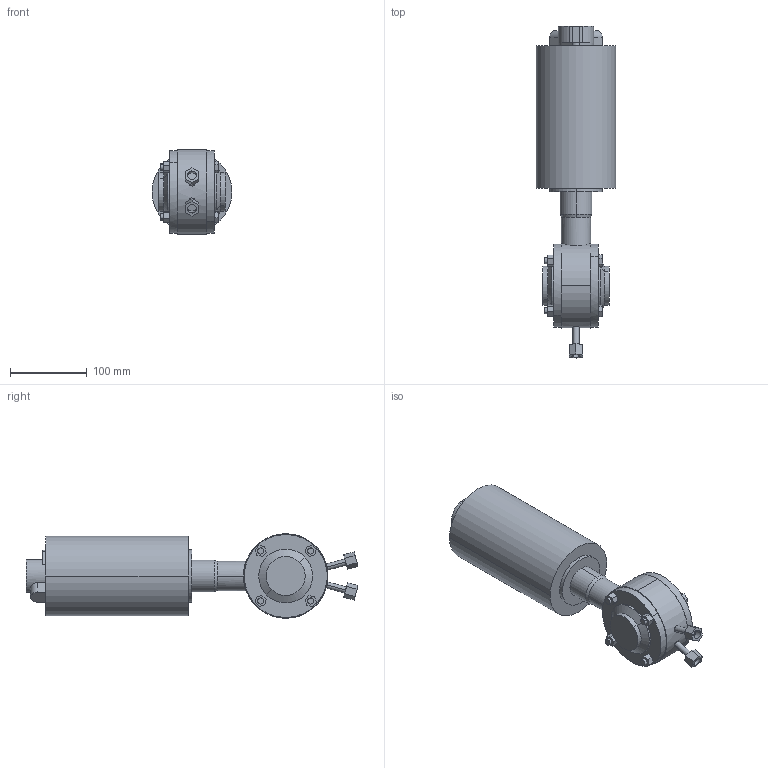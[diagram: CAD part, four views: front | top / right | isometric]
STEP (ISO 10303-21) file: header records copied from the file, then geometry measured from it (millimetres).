
FILE_DESCRIPTION (( 'STEP AP214' ), '1' );
FILE_NAME ('4867051xxx.xxx.STEP', '2014-03-10T10:06:52', ( 'install' ), ( 'Microsoft' ), 'SwSTEP 2.0', 'SolidWorks 2013', '' );
FILE_SCHEMA (( 'AUTOMOTIVE_DESIGN' ));
Length unit declared in the file: millimetre
Products named in the file (1): 4867051xxx.xxx
Bounding box: 104 x 431.8 x 110 mm (x, y, z)
Volume: 2363412.4 mm3; surface area: 139205 mm2
Topology: 1 solids, 1 shells, 514 faces, 1312 edges, 856 vertices
Faces by surface type: plane 230, bspline 215, cylinder 63, cone 6
Entity records: 20381 total; most frequent: CARTESIAN_POINT 9300, ORIENTED_EDGE 2624, DIRECTION 1603, EDGE_CURVE 1312, VERTEX_POINT 856, LINE 733, VECTOR 733, EDGE_LOOP 570
